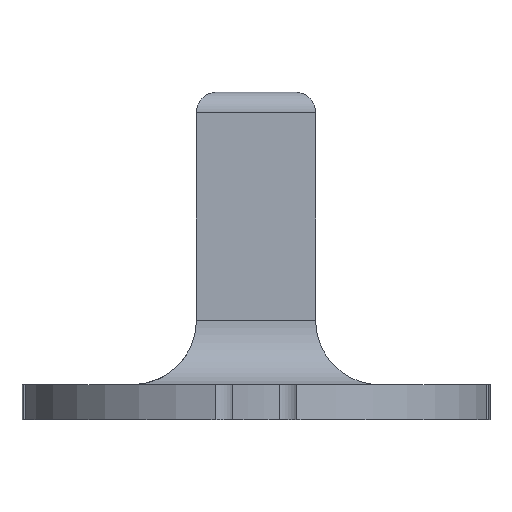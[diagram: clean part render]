
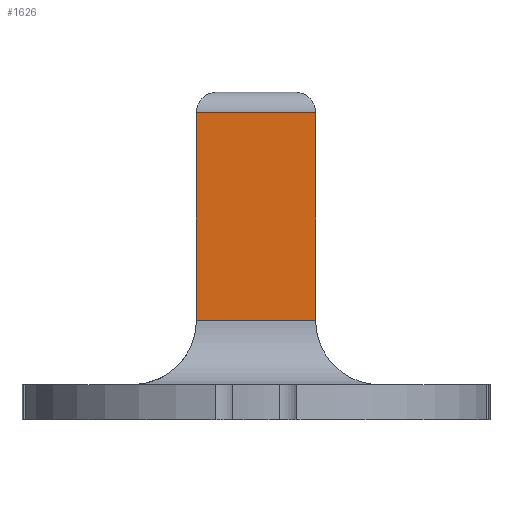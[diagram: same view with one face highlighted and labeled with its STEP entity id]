
A CAD part, left-side view. The second image highlights one B-rep face of the part: STEP entity #1626.
In plain terms, the highlighted planar face has unit normal (-1, 0, 0).
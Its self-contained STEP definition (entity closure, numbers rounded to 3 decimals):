
#124=PLANE('',#1786);
#196=FACE_OUTER_BOUND('',#296,.T.);
#296=EDGE_LOOP('',(#1365,#1366,#1367,#1368));
#344=LINE('',#2346,#506);
#352=LINE('',#2367,#514);
#367=LINE('',#2448,#529);
#368=LINE('',#2450,#530);
#506=VECTOR('',#1858,10.);
#514=VECTOR('',#1876,10.);
#529=VECTOR('',#1915,10.);
#530=VECTOR('',#1918,10.);
#668=VERTEX_POINT('',#2338);
#670=VERTEX_POINT('',#2344);
#678=VERTEX_POINT('',#2365);
#693=VERTEX_POINT('',#2440);
#828=EDGE_CURVE('',#670,#668,#344,.T.);
#839=EDGE_CURVE('',#678,#670,#352,.T.);
#862=EDGE_CURVE('',#693,#678,#367,.T.);
#863=EDGE_CURVE('',#693,#668,#368,.T.);
#1365=ORIENTED_EDGE('',*,*,#828,.F.);
#1366=ORIENTED_EDGE('',*,*,#839,.F.);
#1367=ORIENTED_EDGE('',*,*,#862,.F.);
#1368=ORIENTED_EDGE('',*,*,#863,.T.);
#1626=ADVANCED_FACE('',(#196),#124,.T.);
#1786=AXIS2_PLACEMENT_3D('',#2713,#2175,#2176);
#1858=DIRECTION('',(0.,-1.,0.));
#1876=DIRECTION('',(0.,0.,1.));
#1915=DIRECTION('',(0.,1.,0.));
#1918=DIRECTION('',(0.,0.,1.));
#2175=DIRECTION('center_axis',(-1.,0.,0.));
#2176=DIRECTION('ref_axis',(0.,-1.,0.));
#2338=CARTESIAN_POINT('',(-12.1,-10.2,52.5));
#2344=CARTESIAN_POINT('',(-12.1,10.2,52.5));
#2346=CARTESIAN_POINT('',(-12.1,5.1,52.5));
#2365=CARTESIAN_POINT('',(-12.1,10.2,17.));
#2367=CARTESIAN_POINT('',(-12.1,10.2,6.));
#2440=CARTESIAN_POINT('',(-12.1,-10.2,17.));
#2448=CARTESIAN_POINT('',(-12.1,5.1,17.));
#2450=CARTESIAN_POINT('',(-12.1,-10.2,6.));
#2713=CARTESIAN_POINT('Origin',(-12.1,10.2,6.));
